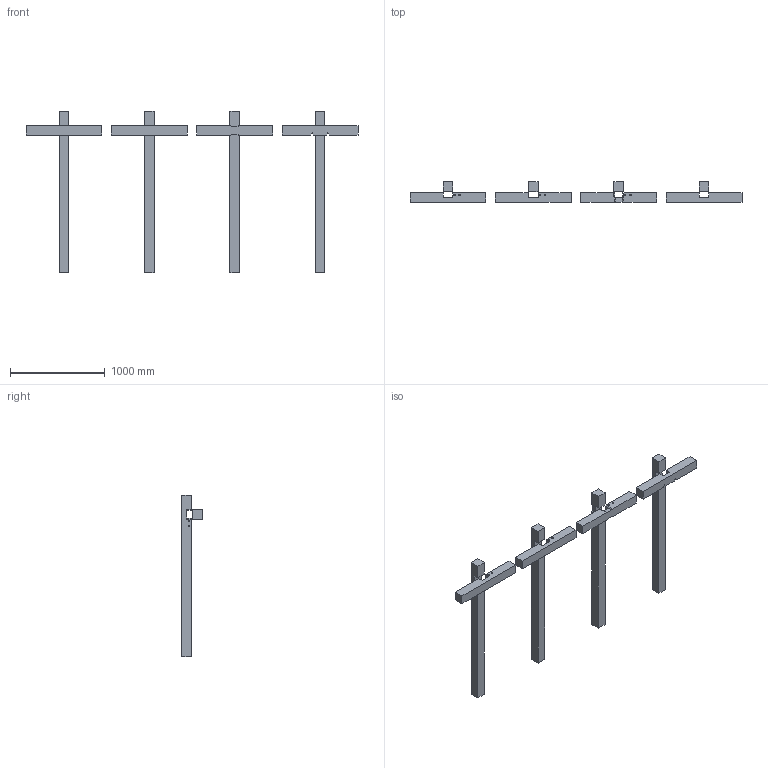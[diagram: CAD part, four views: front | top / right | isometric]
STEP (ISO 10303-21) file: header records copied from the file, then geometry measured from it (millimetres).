
FILE_DESCRIPTION(/* description */ (''),/* implementation_level */ '2;1');
FILE_NAME(/* name */ 'JOINTE~2',/* time_stamp */ '2020-01-07T11:32:25+01:00',/* author */ (''),/* organization */ (''),/* preprocessor_version */ 'ST-DEVELOPER v16.5',/* originating_system */ '',/* authorisation */ '');
FILE_SCHEMA (('AUTOMOTIVE_DESIGN'));
Length unit declared in the file: millimetre
Products named in the file (1): Document
Bounding box: 3500 x 215 x 1700 mm (x, y, z)
Volume: 95857749.9 mm3; surface area: 4172280.3 mm2
Topology: 8 solids, 8 shells, 254 faces, 558 edges, 348 vertices
Faces by surface type: plane 141, bspline 113
Entity records: 7172 total; most frequent: CARTESIAN_POINT 3439, ORIENTED_EDGE 1116, EDGE_CURVE 558, B_SPLINE_CURVE_WITH_KNOTS 358, VERTEX_POINT 348, EDGE_LOOP 282, ADVANCED_FACE 254, FACE_OUTER_BOUND 254
